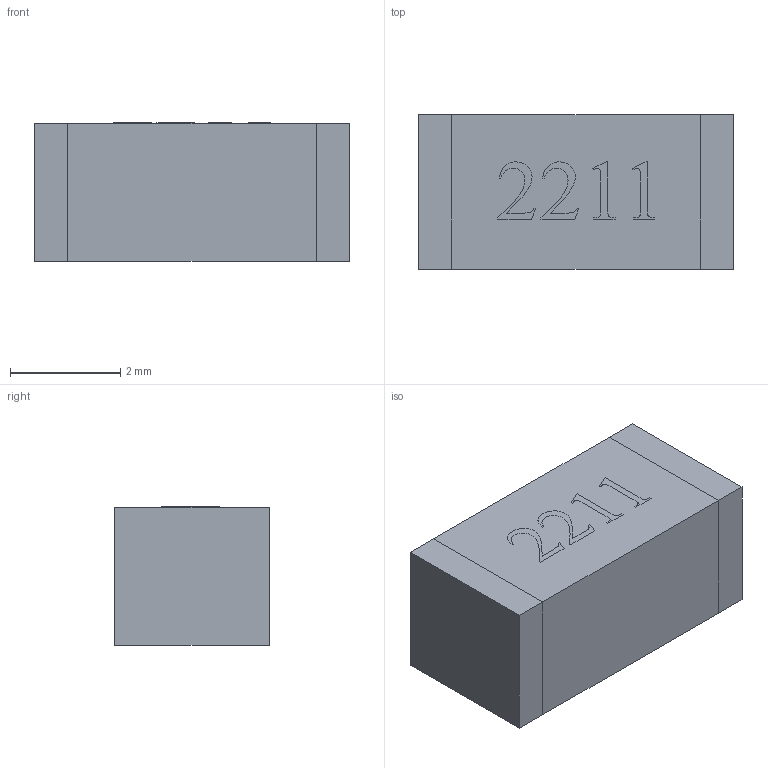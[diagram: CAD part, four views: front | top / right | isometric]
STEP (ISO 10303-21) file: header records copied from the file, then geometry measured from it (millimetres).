
FILE_DESCRIPTION(('FreeCAD Model'),'2;1');
FILE_NAME('Open CASCADE Shape Model','2021-09-04T16:48:46',('Author'),( ''),'Open CASCADE STEP processor 7.5','FreeCAD','Unknown');
FILE_SCHEMA(('AUTOMOTIVE_DESIGN { 1 0 10303 214 1 1 1 1 }'));
Length unit declared in the file: millimetre
Products named in the file (4): Case; Pad1; Pad2; ShapeString
Bounding box: 5.7 x 2.8 x 2.51 mm (x, y, z)
Volume: 39.9 mm3; surface area: 103.1 mm2
Topology: 3 solids, 7 shells, 22 faces, 116 edges, 104 vertices
Faces by surface type: plane 22
Entity records: 1246 total; most frequent: CARTESIAN_POINT 347, ORIENTED_EDGE 152, EDGE_CURVE 116, DIRECTION 110, VERTEX_POINT 104, LINE 64, VECTOR 64, B_SPLINE_CURVE_WITH_KNOTS 52
